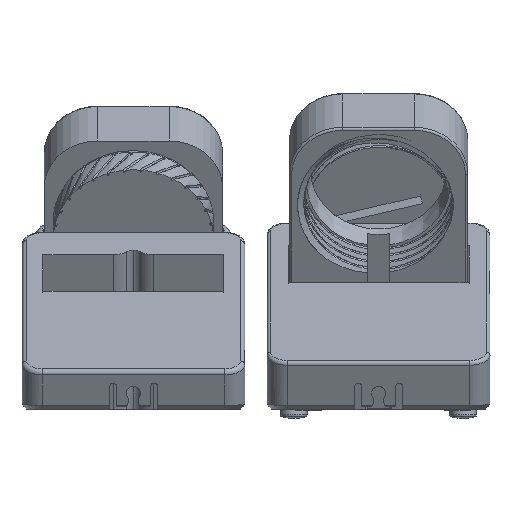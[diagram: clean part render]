
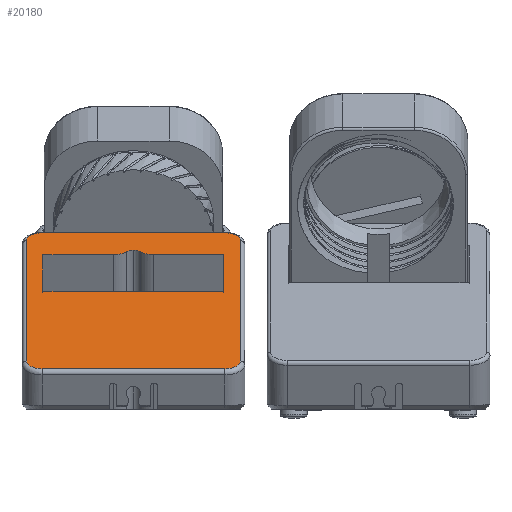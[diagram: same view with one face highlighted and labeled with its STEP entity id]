
A CAD part, left-side view. The second image highlights one B-rep face of the part: STEP entity #20180.
In plain terms, the highlighted planar face has unit normal (-0.5, 0, 0.866).
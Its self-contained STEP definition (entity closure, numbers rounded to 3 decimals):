
#211=FACE_BOUND('',#3807,.T.);
#1044=CIRCLE('',#21489,4.);
#1045=CIRCLE('',#21491,2.);
#1046=CIRCLE('',#21493,2.);
#1047=CIRCLE('',#21495,4.);
#1071=CIRCLE('',#21541,3.5);
#1074=CIRCLE('',#21546,3.5);
#1077=CIRCLE('',#21551,3.5);
#1079=CIRCLE('',#21555,3.5);
#2627=FACE_OUTER_BOUND('',#3806,.T.);
#3806=EDGE_LOOP('',(#14104,#14105,#14106,#14107,#14108,#14109,#14110,#14111));
#3807=EDGE_LOOP('',(#14112,#14113,#14114,#14115,#14116,#14117,#14118,#14119,
#14120));
#5175=LINE('',#30763,#6743);
#5176=LINE('',#30771,#6744);
#5177=LINE('',#30779,#6745);
#5178=LINE('',#30787,#6746);
#5179=LINE('',#30792,#6747);
#5180=LINE('',#30794,#6748);
#5181=LINE('',#30796,#6749);
#5182=LINE('',#30798,#6750);
#5183=LINE('',#30799,#6751);
#6743=VECTOR('',#24209,10.);
#6744=VECTOR('',#24220,10.);
#6745=VECTOR('',#24231,10.);
#6746=VECTOR('',#24242,10.);
#6747=VECTOR('',#24249,10.);
#6748=VECTOR('',#24250,10.);
#6749=VECTOR('',#24251,10.);
#6750=VECTOR('',#24252,10.);
#6751=VECTOR('',#24253,10.);
#8301=VERTEX_POINT('',#30537);
#8302=VERTEX_POINT('',#30539);
#8303=VERTEX_POINT('',#30543);
#8304=VERTEX_POINT('',#30547);
#8305=VERTEX_POINT('',#30551);
#8338=VERTEX_POINT('',#30759);
#8339=VERTEX_POINT('',#30761);
#8340=VERTEX_POINT('',#30765);
#8341=VERTEX_POINT('',#30769);
#8342=VERTEX_POINT('',#30773);
#8343=VERTEX_POINT('',#30777);
#8344=VERTEX_POINT('',#30781);
#8345=VERTEX_POINT('',#30785);
#8346=VERTEX_POINT('',#30791);
#8347=VERTEX_POINT('',#30793);
#8348=VERTEX_POINT('',#30795);
#8349=VERTEX_POINT('',#30797);
#10471=EDGE_CURVE('',#8301,#8302,#1044,.T.);
#10473=EDGE_CURVE('',#8303,#8302,#1045,.T.);
#10475=EDGE_CURVE('',#8303,#8304,#1046,.T.);
#10477=EDGE_CURVE('',#8305,#8304,#1047,.T.);
#10533=EDGE_CURVE('',#8339,#8338,#5175,.T.);
#10535=EDGE_CURVE('',#8340,#8339,#1071,.T.);
#10537=EDGE_CURVE('',#8341,#8340,#5176,.T.);
#10539=EDGE_CURVE('',#8342,#8341,#1074,.T.);
#10541=EDGE_CURVE('',#8343,#8342,#5177,.T.);
#10543=EDGE_CURVE('',#8344,#8343,#1077,.T.);
#10545=EDGE_CURVE('',#8345,#8344,#5178,.T.);
#10546=EDGE_CURVE('',#8338,#8345,#1079,.T.);
#10547=EDGE_CURVE('',#8301,#8346,#5179,.F.);
#10548=EDGE_CURVE('',#8346,#8347,#5180,.F.);
#10549=EDGE_CURVE('',#8347,#8348,#5181,.F.);
#10550=EDGE_CURVE('',#8349,#8348,#5182,.F.);
#10551=EDGE_CURVE('',#8305,#8349,#5183,.F.);
#14104=ORIENTED_EDGE('',*,*,#10533,.F.);
#14105=ORIENTED_EDGE('',*,*,#10535,.F.);
#14106=ORIENTED_EDGE('',*,*,#10537,.F.);
#14107=ORIENTED_EDGE('',*,*,#10539,.F.);
#14108=ORIENTED_EDGE('',*,*,#10541,.F.);
#14109=ORIENTED_EDGE('',*,*,#10543,.F.);
#14110=ORIENTED_EDGE('',*,*,#10545,.F.);
#14111=ORIENTED_EDGE('',*,*,#10546,.F.);
#14112=ORIENTED_EDGE('',*,*,#10473,.T.);
#14113=ORIENTED_EDGE('',*,*,#10471,.F.);
#14114=ORIENTED_EDGE('',*,*,#10547,.T.);
#14115=ORIENTED_EDGE('',*,*,#10548,.T.);
#14116=ORIENTED_EDGE('',*,*,#10549,.T.);
#14117=ORIENTED_EDGE('',*,*,#10550,.F.);
#14118=ORIENTED_EDGE('',*,*,#10551,.F.);
#14119=ORIENTED_EDGE('',*,*,#10477,.T.);
#14120=ORIENTED_EDGE('',*,*,#10475,.F.);
#19581=PLANE('',#21556);
#20180=ADVANCED_FACE('',(#2627,#211),#19581,.T.);
#21489=AXIS2_PLACEMENT_3D('',#30540,#24085,#24086);
#21491=AXIS2_PLACEMENT_3D('',#30544,#24090,#24091);
#21493=AXIS2_PLACEMENT_3D('',#30548,#24095,#24096);
#21495=AXIS2_PLACEMENT_3D('',#30552,#24100,#24101);
#21541=AXIS2_PLACEMENT_3D('',#30767,#24214,#24215);
#21546=AXIS2_PLACEMENT_3D('',#30775,#24225,#24226);
#21551=AXIS2_PLACEMENT_3D('',#30783,#24236,#24237);
#21555=AXIS2_PLACEMENT_3D('',#30789,#24245,#24246);
#21556=AXIS2_PLACEMENT_3D('',#30790,#24247,#24248);
#24085=DIRECTION('center_axis',(0.5,0.,-0.866));
#24086=DIRECTION('ref_axis',(-0.788,0.414,-0.455));
#24090=DIRECTION('center_axis',(0.5,0.,-0.866));
#24091=DIRECTION('ref_axis',(0.,1.,0.));
#24095=DIRECTION('center_axis',(-0.5,0.,0.866));
#24096=DIRECTION('ref_axis',(0.,-1.,0.));
#24100=DIRECTION('center_axis',(-0.5,0.,0.866));
#24101=DIRECTION('ref_axis',(-0.788,-0.414,-0.455));
#24209=DIRECTION('',(0.,1.,0.));
#24214=DIRECTION('center_axis',(0.5,0.,-0.866));
#24215=DIRECTION('ref_axis',(-0.612,-0.707,-0.354));
#24220=DIRECTION('',(-0.866,0.,-0.5));
#24225=DIRECTION('center_axis',(0.5,0.,-0.866));
#24226=DIRECTION('ref_axis',(0.612,-0.707,0.354));
#24231=DIRECTION('',(0.,-1.,0.));
#24236=DIRECTION('center_axis',(0.5,0.,-0.866));
#24237=DIRECTION('ref_axis',(0.612,0.707,0.354));
#24242=DIRECTION('',(0.866,0.,0.5));
#24245=DIRECTION('center_axis',(0.5,0.,-0.866));
#24246=DIRECTION('ref_axis',(-0.612,0.707,-0.354));
#24247=DIRECTION('center_axis',(-0.5,0.,0.866));
#24248=DIRECTION('ref_axis',(0.866,0.,0.5));
#24249=DIRECTION('',(0.,1.,0.));
#24250=DIRECTION('',(0.866,0.,0.5));
#24251=DIRECTION('',(0.,-1.,0.));
#24252=DIRECTION('',(0.866,0.,0.5));
#24253=DIRECTION('',(0.,-1.,0.));
#30537=CARTESIAN_POINT('',(-61.631,-4.511,-25.479));
#30539=CARTESIAN_POINT('',(-60.442,-1.495,-24.793));
#30540=CARTESIAN_POINT('Origin',(-58.167,-4.511,-23.479));
#30543=CARTESIAN_POINT('',(-59.848,0.,-24.45));
#30544=CARTESIAN_POINT('Origin',(-61.58,0.012,-25.45));
#30547=CARTESIAN_POINT('',(-60.442,1.495,-24.793));
#30548=CARTESIAN_POINT('Origin',(-61.58,-0.012,
-25.45));
#30551=CARTESIAN_POINT('',(-61.631,4.511,-25.479));
#30552=CARTESIAN_POINT('Origin',(-58.167,4.511,-23.479));
#30759=CARTESIAN_POINT('',(-105.971,20.5,-51.079));
#30761=CARTESIAN_POINT('',(-105.971,-20.5,-51.079));
#30763=CARTESIAN_POINT('',(-105.971,0.,-51.079));
#30765=CARTESIAN_POINT('',(-102.94,-24.,-49.329));
#30767=CARTESIAN_POINT('Origin',(-102.94,-20.5,-49.329));
#30769=CARTESIAN_POINT('',(-56.175,-24.,-22.329));
#30771=CARTESIAN_POINT('',(-73.495,-24.,-32.329));
#30773=CARTESIAN_POINT('',(-53.144,-20.5,-20.579));
#30775=CARTESIAN_POINT('Origin',(-56.175,-20.5,-22.329));
#30777=CARTESIAN_POINT('',(-53.144,20.5,-20.579));
#30779=CARTESIAN_POINT('',(-53.144,-11.5,-20.579));
#30781=CARTESIAN_POINT('',(-56.175,24.,-22.329));
#30783=CARTESIAN_POINT('Origin',(-56.175,20.5,-22.329));
#30785=CARTESIAN_POINT('',(-102.94,24.,-49.329));
#30787=CARTESIAN_POINT('',(-73.495,24.,-32.329));
#30789=CARTESIAN_POINT('Origin',(-102.94,20.5,-49.329));
#30790=CARTESIAN_POINT('Origin',(-68.732,0.,
-29.579));
#30791=CARTESIAN_POINT('',(-61.631,-20.3,-25.479));
#30792=CARTESIAN_POINT('',(-61.631,10.,-25.479));
#30793=CARTESIAN_POINT('',(-75.92,-20.3,-33.729));
#30794=CARTESIAN_POINT('',(-65.268,-20.3,-27.579));
#30795=CARTESIAN_POINT('',(-75.92,20.3,-33.729));
#30796=CARTESIAN_POINT('',(-75.92,0.,-33.729));
#30797=CARTESIAN_POINT('',(-61.631,20.3,-25.479));
#30798=CARTESIAN_POINT('',(-65.268,20.3,-27.579));
#30799=CARTESIAN_POINT('',(-61.631,-10.,-25.479));
